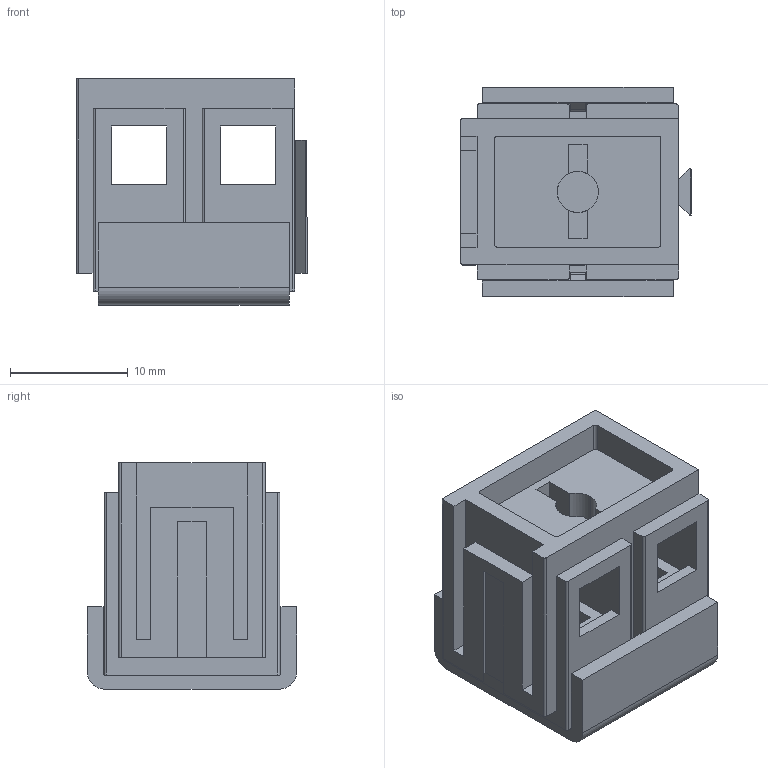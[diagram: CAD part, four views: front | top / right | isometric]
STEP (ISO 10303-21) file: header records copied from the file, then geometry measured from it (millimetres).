
FILE_DESCRIPTION((''),'2;1');
FILE_NAME('5YB576681_ASM','2023-04-22T',('Administrator'),(''),'PRO/ENGINEER BY PARAMETRIC TECHNOLOGY CORPORATION, 2013230','PRO/ENGINEER BY PARAMETRIC TECHNOLOGY CORPORATION, 2013230','');
FILE_SCHEMA(('AUTOMOTIVE_DESIGN { 1 0 10303 214 1 1 1 1 }'));
Length unit declared in the file: millimetre
Products named in the file (3): 8YB754090; 8YB315017; 5YB576681_ASM
Assembly tree (2 placements, depth 2):
  5YB576681_ASM
    8YB754090
    8YB315017
Bounding box: 19.6 x 17.8 x 19.2 mm (x, y, z)
Volume: 3180.3 mm3; surface area: 4449.8 mm2
Topology: 2 solids, 2 shells, 196 faces, 530 edges, 346 vertices
Faces by surface type: plane 134, cylinder 52, torus 10
Entity records: 8203 total; most frequent: CARTESIAN_POINT 1084, ORIENTED_EDGE 1060, DIRECTION 1056, PRESENTATION_STYLE_ASSIGNMENT 568, STYLED_ITEM 568, CURVE_STYLE 530, EDGE_CURVE 530, VECTOR 406
